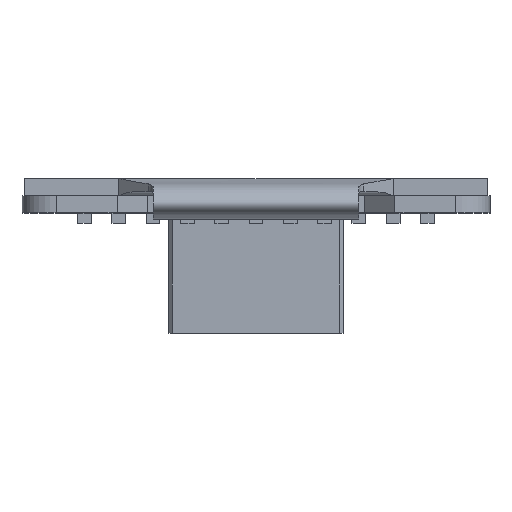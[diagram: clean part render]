
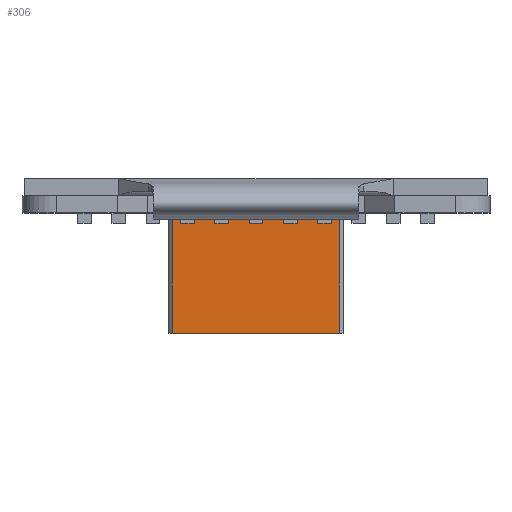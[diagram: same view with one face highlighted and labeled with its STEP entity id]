
A CAD part, top view. The second image highlights one B-rep face of the part: STEP entity #306.
In plain terms, the highlighted planar face has unit normal (0, 0, 1).
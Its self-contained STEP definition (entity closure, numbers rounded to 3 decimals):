
#306 = ADVANCED_FACE ( 'NONE', ( #457 ), #4420, .F. ) ;
#457 = FACE_OUTER_BOUND ( 'NONE', #5628, .T. ) ;
#461 = AXIS2_PLACEMENT_3D ( 'NONE', #4421, #4422, #4423 ) ;
#927 = CARTESIAN_POINT ( 'NONE',  ( -4.88, -7., -10.68 ) ) ;
#928 = CARTESIAN_POINT ( 'NONE',  ( 4.88, -7., -10.68 ) ) ;
#993 = CARTESIAN_POINT ( 'NONE',  ( -4.88, 0., -10.68 ) ) ;
#994 = CARTESIAN_POINT ( 'NONE',  ( 4.88, 0., -10.68 ) ) ;
#1676 = LINE ( 'NONE', #1677, #5285 ) ;
#1677 = CARTESIAN_POINT ( 'NONE',  ( -4.88, -7., -10.68 ) ) ;
#1678 = DIRECTION ( 'NONE',  ( 0., -1., 0. ) ) ;
#1679 = LINE ( 'NONE', #1680, #5286 ) ;
#1680 = CARTESIAN_POINT ( 'NONE',  ( -5.08, -7., -10.68 ) ) ;
#1681 = DIRECTION ( 'NONE',  ( -1., 0., 0. ) ) ;
#1682 = LINE ( 'NONE', #1683, #5287 ) ;
#1683 = CARTESIAN_POINT ( 'NONE',  ( 4.88, -7., -10.68 ) ) ;
#1684 = DIRECTION ( 'NONE',  ( 0., 1., 0. ) ) ;
#1906 = LINE ( 'NONE', #1907, #5359 ) ;
#1907 = CARTESIAN_POINT ( 'NONE',  ( -5.08, 0., -10.68 ) ) ;
#1908 = DIRECTION ( 'NONE',  ( -1., 0., 0. ) ) ;
#3088 = ORIENTED_EDGE ( 'NONE', *, *, #4212, .T. ) ;
#3089 = ORIENTED_EDGE ( 'NONE', *, *, #4139, .F. ) ;
#3090 = ORIENTED_EDGE ( 'NONE', *, *, #4138, .T. ) ;
#3091 = ORIENTED_EDGE ( 'NONE', *, *, #4140, .T. ) ;
#3562 = VERTEX_POINT ( 'NONE', #927 ) ;
#3563 = VERTEX_POINT ( 'NONE', #928 ) ;
#3628 = VERTEX_POINT ( 'NONE', #993 ) ;
#3629 = VERTEX_POINT ( 'NONE', #994 ) ;
#4138 = EDGE_CURVE ( 'NONE', #3628, #3562, #1676, .T. ) ;
#4139 = EDGE_CURVE ( 'NONE', #3563, #3562, #1679, .T. ) ;
#4140 = EDGE_CURVE ( 'NONE', #3563, #3629, #1682, .T. ) ;
#4212 = EDGE_CURVE ( 'NONE', #3629, #3628, #1906, .T. ) ;
#4420 = PLANE ( 'NONE',  #461 ) ;
#4421 = CARTESIAN_POINT ( 'NONE',  ( -5.08, -7., -10.68 ) ) ;
#4422 = DIRECTION ( 'NONE',  ( 0., 0., -1. ) ) ;
#4423 = DIRECTION ( 'NONE',  ( -1., 0., 0. ) ) ;
#5285 = VECTOR ( 'NONE', #1678, 1000. ) ;
#5286 = VECTOR ( 'NONE', #1681, 1000. ) ;
#5287 = VECTOR ( 'NONE', #1684, 1000. ) ;
#5359 = VECTOR ( 'NONE', #1908, 1000. ) ;
#5628 = EDGE_LOOP ( 'NONE', ( #3088, #3090, #3089, #3091 ) ) ;
